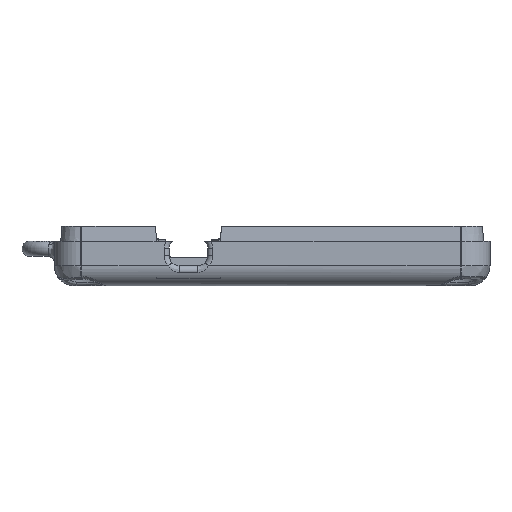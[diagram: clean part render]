
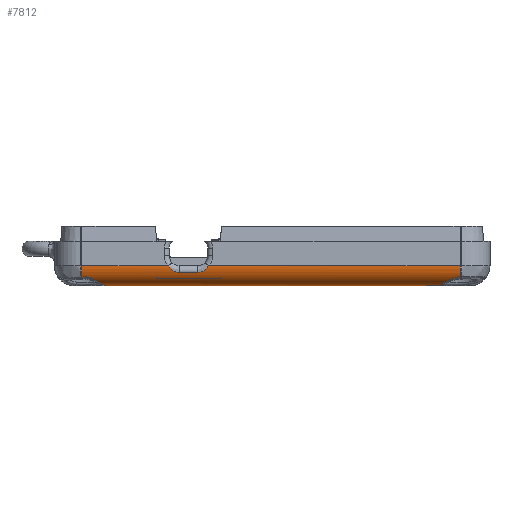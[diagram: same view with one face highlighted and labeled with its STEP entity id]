
A CAD part, left-side view. The second image highlights one B-rep face of the part: STEP entity #7812.
In plain terms, the highlighted cylindrical face has radius 4 mm (diameter 8 mm), a partial arc.
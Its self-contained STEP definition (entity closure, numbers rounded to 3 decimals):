
#77=CYLINDRICAL_SURFACE('',#8366,4.);
#704=LINE('',#15909,#1324);
#705=LINE('',#15917,#1325);
#706=LINE('',#15925,#1326);
#707=LINE('',#15957,#1327);
#1324=VECTOR('',#9548,10.);
#1325=VECTOR('',#9549,10.);
#1326=VECTOR('',#9550,10.);
#1327=VECTOR('',#9551,10.);
#1798=FACE_OUTER_BOUND('',#2258,.T.);
#2258=EDGE_LOOP('',(#5932,#5933,#5934,#5935,#5936,#5937,#5938,#5939,#5940,
#5941));
#2735=B_SPLINE_CURVE_WITH_KNOTS('',3,(#15834,#15835,#15836,#15837,#15838,
#15839,#15840),.UNSPECIFIED.,.F.,.F.,(4,1,1,1,4),(-0.561,-0.441,
-0.32,-0.16,0.),.UNSPECIFIED.);
#2739=B_SPLINE_CURVE_WITH_KNOTS('',3,(#15886,#15887,#15888,#15889,#15890,
#15891,#15892,#15893,#15894,#15895,#15896,#15897,#15898,#15899,#15900,#15901,
#15902,#15903,#15904,#15905,#15906,#15907),.UNSPECIFIED.,.F.,.F.,(4,3,3,
3,3,3,3,4),(0.,0.094,0.188,0.287,0.381,
0.475,0.569,0.583),.UNSPECIFIED.);
#2740=B_SPLINE_CURVE_WITH_KNOTS('',3,(#15911,#15912,#15913,#15914,#15915),
 .UNSPECIFIED.,.F.,.F.,(4,1,4),(-0.249,-0.107,0.),
 .UNSPECIFIED.);
#2741=B_SPLINE_CURVE_WITH_KNOTS('',3,(#15919,#15920,#15921,#15922,#15923),
 .UNSPECIFIED.,.F.,.F.,(4,1,4),(-1.246,-1.139,-0.997),
 .UNSPECIFIED.);
#2742=B_SPLINE_CURVE_WITH_KNOTS('',3,(#15927,#15928,#15929,#15930,#15931,
#15932,#15933,#15934,#15935,#15936,#15937,#15938,#15939,#15940,#15941,#15942,
#15943,#15944,#15945,#15946,#15947,#15948),.UNSPECIFIED.,.F.,.F.,(4,3,3,
3,3,3,3,4),(0.,0.094,0.188,0.282,0.376,
0.47,0.564,0.595),.UNSPECIFIED.);
#2743=B_SPLINE_CURVE_WITH_KNOTS('',3,(#15950,#15951,#15952,#15953,#15954,
#15955,#15956),.UNSPECIFIED.,.F.,.F.,(4,1,1,1,4),(-0.61,-0.436,
-0.261,-0.174,0.),
 .UNSPECIFIED.);
#3582=VERTEX_POINT('',#15778);
#3584=VERTEX_POINT('',#15832);
#3585=VERTEX_POINT('',#15885);
#3586=VERTEX_POINT('',#15908);
#3587=VERTEX_POINT('',#15910);
#3588=VERTEX_POINT('',#15916);
#3589=VERTEX_POINT('',#15918);
#3590=VERTEX_POINT('',#15924);
#3591=VERTEX_POINT('',#15926);
#3592=VERTEX_POINT('',#15949);
#4472=EDGE_CURVE('',#3584,#3582,#2735,.T.);
#4476=EDGE_CURVE('',#3585,#3584,#2739,.T.);
#4477=EDGE_CURVE('',#3585,#3586,#704,.T.);
#4478=EDGE_CURVE('',#3587,#3586,#2740,.T.);
#4479=EDGE_CURVE('',#3588,#3587,#705,.T.);
#4480=EDGE_CURVE('',#3589,#3588,#2741,.T.);
#4481=EDGE_CURVE('',#3589,#3590,#706,.T.);
#4482=EDGE_CURVE('',#3590,#3591,#2742,.T.);
#4483=EDGE_CURVE('',#3592,#3591,#2743,.T.);
#4484=EDGE_CURVE('',#3592,#3582,#707,.T.);
#5932=ORIENTED_EDGE('',*,*,#4472,.F.);
#5933=ORIENTED_EDGE('',*,*,#4476,.F.);
#5934=ORIENTED_EDGE('',*,*,#4477,.T.);
#5935=ORIENTED_EDGE('',*,*,#4478,.F.);
#5936=ORIENTED_EDGE('',*,*,#4479,.F.);
#5937=ORIENTED_EDGE('',*,*,#4480,.F.);
#5938=ORIENTED_EDGE('',*,*,#4481,.T.);
#5939=ORIENTED_EDGE('',*,*,#4482,.T.);
#5940=ORIENTED_EDGE('',*,*,#4483,.F.);
#5941=ORIENTED_EDGE('',*,*,#4484,.T.);
#7812=ADVANCED_FACE('',(#1798),#77,.T.);
#8366=AXIS2_PLACEMENT_3D('',#15884,#9546,#9547);
#9546=DIRECTION('center_axis',(0.,1.,0.));
#9547=DIRECTION('ref_axis',(-0.707,0.,-0.707));
#9548=DIRECTION('',(0.,1.,0.));
#9549=DIRECTION('',(0.,-1.,0.));
#9550=DIRECTION('',(0.,1.,0.));
#9551=DIRECTION('',(0.,-1.,0.));
#15778=CARTESIAN_POINT('',(77.,-133.564,-9.44));
#15832=CARTESIAN_POINT('',(73.66,-138.022,-7.642));
#15834=CARTESIAN_POINT('Ctrl Pts',(73.66,-138.022,-7.642));
#15835=CARTESIAN_POINT('Ctrl Pts',(73.659,-137.622,-7.639));
#15836=CARTESIAN_POINT('Ctrl Pts',(73.757,-136.823,-7.8));
#15837=CARTESIAN_POINT('Ctrl Pts',(74.248,-135.61,-8.393));
#15838=CARTESIAN_POINT('Ctrl Pts',(75.216,-134.437,-9.126));
#15839=CARTESIAN_POINT('Ctrl Pts',(76.351,-133.783,-9.44));
#15840=CARTESIAN_POINT('Ctrl Pts',(77.,-133.564,-9.44));
#15884=CARTESIAN_POINT('Origin',(77.,-81.488,-5.44));
#15885=CARTESIAN_POINT('',(73.,-138.021,-5.44));
#15886=CARTESIAN_POINT('Ctrl Pts',(73.,-138.021,-5.44));
#15887=CARTESIAN_POINT('Ctrl Pts',(73.,-138.022,-5.565));
#15888=CARTESIAN_POINT('Ctrl Pts',(73.006,-138.022,-5.691));
#15889=CARTESIAN_POINT('Ctrl Pts',(73.018,-138.022,-5.816));
#15890=CARTESIAN_POINT('Ctrl Pts',(73.029,-138.023,-5.94));
#15891=CARTESIAN_POINT('Ctrl Pts',(73.047,-138.023,-6.065));
#15892=CARTESIAN_POINT('Ctrl Pts',(73.071,-138.023,-6.188));
#15893=CARTESIAN_POINT('Ctrl Pts',(73.095,-138.024,-6.317));
#15894=CARTESIAN_POINT('Ctrl Pts',(73.126,-138.024,-6.445));
#15895=CARTESIAN_POINT('Ctrl Pts',(73.163,-138.024,-6.571));
#15896=CARTESIAN_POINT('Ctrl Pts',(73.199,-138.024,-6.692));
#15897=CARTESIAN_POINT('Ctrl Pts',(73.24,-138.024,-6.81));
#15898=CARTESIAN_POINT('Ctrl Pts',(73.287,-138.024,-6.927));
#15899=CARTESIAN_POINT('Ctrl Pts',(73.333,-138.024,-7.043));
#15900=CARTESIAN_POINT('Ctrl Pts',(73.385,-138.024,-7.157));
#15901=CARTESIAN_POINT('Ctrl Pts',(73.443,-138.023,-7.269));
#15902=CARTESIAN_POINT('Ctrl Pts',(73.5,-138.023,-7.38));
#15903=CARTESIAN_POINT('Ctrl Pts',(73.563,-138.023,-7.489));
#15904=CARTESIAN_POINT('Ctrl Pts',(73.63,-138.022,-7.595));
#15905=CARTESIAN_POINT('Ctrl Pts',(73.64,-138.022,-7.61));
#15906=CARTESIAN_POINT('Ctrl Pts',(73.65,-138.022,-7.626));
#15907=CARTESIAN_POINT('Ctrl Pts',(73.66,-138.022,-7.642));
#15908=CARTESIAN_POINT('',(73.,-87.826,-5.44));
#15909=CARTESIAN_POINT('',(73.,-81.488,-5.44));
#15910=CARTESIAN_POINT('',(73.216,-85.616,-6.735));
#15911=CARTESIAN_POINT('Ctrl Pts',(73.216,-85.616,-6.735));
#15912=CARTESIAN_POINT('Ctrl Pts',(73.216,-86.09,-6.735));
#15913=CARTESIAN_POINT('Ctrl Pts',(73.109,-86.917,-6.468));
#15914=CARTESIAN_POINT('Ctrl Pts',(73.,-87.586,-5.79));
#15915=CARTESIAN_POINT('Ctrl Pts',(73.,-87.826,-5.44));
#15916=CARTESIAN_POINT('',(73.216,-81.941,-6.735));
#15917=CARTESIAN_POINT('',(73.216,-81.488,-6.735));
#15918=CARTESIAN_POINT('',(73.,-79.731,-5.44));
#15919=CARTESIAN_POINT('Ctrl Pts',(73.,-79.731,-5.44));
#15920=CARTESIAN_POINT('Ctrl Pts',(73.,-79.972,-5.79));
#15921=CARTESIAN_POINT('Ctrl Pts',(73.109,-80.64,-6.468));
#15922=CARTESIAN_POINT('Ctrl Pts',(73.216,-81.467,-6.735));
#15923=CARTESIAN_POINT('Ctrl Pts',(73.216,-81.941,-6.735));
#15924=CARTESIAN_POINT('',(73.,-62.475,-5.44));
#15925=CARTESIAN_POINT('',(73.,-81.488,-5.44));
#15926=CARTESIAN_POINT('',(73.687,-62.488,-7.681));
#15927=CARTESIAN_POINT('Ctrl Pts',(73.,-62.475,-5.44));
#15928=CARTESIAN_POINT('Ctrl Pts',(73.,-62.476,-5.565));
#15929=CARTESIAN_POINT('Ctrl Pts',(73.006,-62.477,-5.691));
#15930=CARTESIAN_POINT('Ctrl Pts',(73.018,-62.477,-5.816));
#15931=CARTESIAN_POINT('Ctrl Pts',(73.029,-62.478,-5.94));
#15932=CARTESIAN_POINT('Ctrl Pts',(73.047,-62.479,-6.065));
#15933=CARTESIAN_POINT('Ctrl Pts',(73.071,-62.479,-6.188));
#15934=CARTESIAN_POINT('Ctrl Pts',(73.094,-62.48,-6.311));
#15935=CARTESIAN_POINT('Ctrl Pts',(73.123,-62.481,-6.433));
#15936=CARTESIAN_POINT('Ctrl Pts',(73.158,-62.481,-6.554));
#15937=CARTESIAN_POINT('Ctrl Pts',(73.193,-62.482,-6.674));
#15938=CARTESIAN_POINT('Ctrl Pts',(73.234,-62.483,-6.793));
#15939=CARTESIAN_POINT('Ctrl Pts',(73.28,-62.483,-6.909));
#15940=CARTESIAN_POINT('Ctrl Pts',(73.326,-62.484,-7.026));
#15941=CARTESIAN_POINT('Ctrl Pts',(73.377,-62.485,-7.141));
#15942=CARTESIAN_POINT('Ctrl Pts',(73.434,-62.485,-7.252));
#15943=CARTESIAN_POINT('Ctrl Pts',(73.491,-62.486,-7.364));
#15944=CARTESIAN_POINT('Ctrl Pts',(73.553,-62.487,-7.473));
#15945=CARTESIAN_POINT('Ctrl Pts',(73.62,-62.487,-7.579));
#15946=CARTESIAN_POINT('Ctrl Pts',(73.642,-62.487,-7.614));
#15947=CARTESIAN_POINT('Ctrl Pts',(73.664,-62.488,-7.648));
#15948=CARTESIAN_POINT('Ctrl Pts',(73.687,-62.488,-7.681));
#15949=CARTESIAN_POINT('',(77.,-67.436,-9.44));
#15950=CARTESIAN_POINT('Ctrl Pts',(77.,-67.436,-9.44));
#15951=CARTESIAN_POINT('Ctrl Pts',(76.294,-67.197,-9.44));
#15952=CARTESIAN_POINT('Ctrl Pts',(75.08,-66.469,-9.072));
#15953=CARTESIAN_POINT('Ctrl Pts',(74.194,-65.28,-8.332));
#15954=CARTESIAN_POINT('Ctrl Pts',(73.693,-63.95,-7.718));
#15955=CARTESIAN_POINT('Ctrl Pts',(73.626,-63.063,-7.591));
#15956=CARTESIAN_POINT('Ctrl Pts',(73.688,-62.488,-7.683));
#15957=CARTESIAN_POINT('',(77.,-81.488,-9.44));
